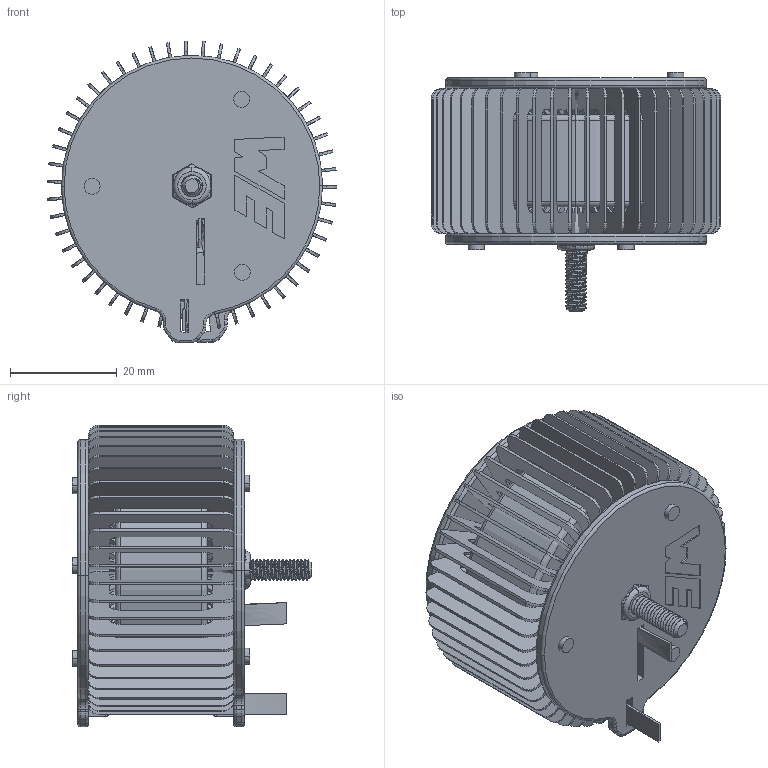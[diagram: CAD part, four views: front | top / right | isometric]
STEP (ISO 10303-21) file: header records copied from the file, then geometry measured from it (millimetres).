
FILE_DESCRIPTION (( 'STEP AP214' ), '1' );
FILE_NAME ('76080X101.STEP', '2022-10-24T20:53:13', ( '' ), ( '' ), 'SwSTEP 2.0', 'SolidWorks 2022', '' );
FILE_SCHEMA (( 'AUTOMOTIVE_DESIGN' ));
Length unit declared in the file: millimetre
Products named in the file (5): 4mm lock nut_94645A101; 4mm OD 40mm long_screw_91290A182; 76080X101 Coil and Core; 76080X101; 070-7595_55mm13
Assembly tree (5 placements, depth 2):
  76080X101
    76080X101 Coil and Core
    070-7595_55mm13  x2
    4mm lock nut_94645A101
    4mm OD 40mm long_screw_91290A182
Bounding box: 54.4 x 44.9 x 56.68 mm (x, y, z)
Volume: 37729.5 mm3; surface area: 51775.4 mm2
Topology: 55 solids, 55 shells, 2005 faces, 4977 edges, 3269 vertices
Faces by surface type: plane 1318, cylinder 537, torus 78, cone 38, bspline 30, sphere 4
Entity records: 72427 total; most frequent: CARTESIAN_POINT 16653, DIRECTION 9503, ORIENTED_EDGE 9314, EDGE_CURVE 4657, AXIS2_PLACEMENT_3D 3210, VECTOR 3083, LINE 3083, VERTEX_POINT 3072
